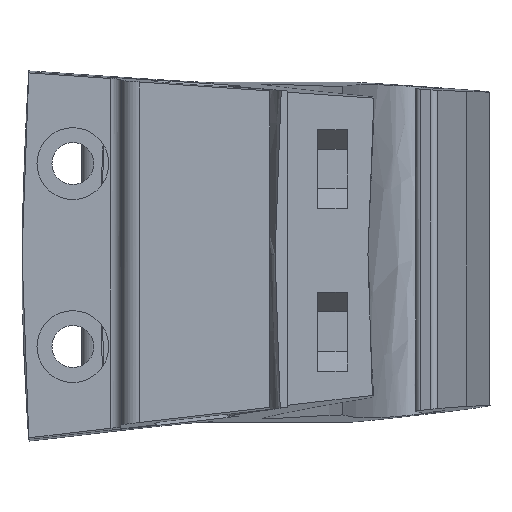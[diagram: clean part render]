
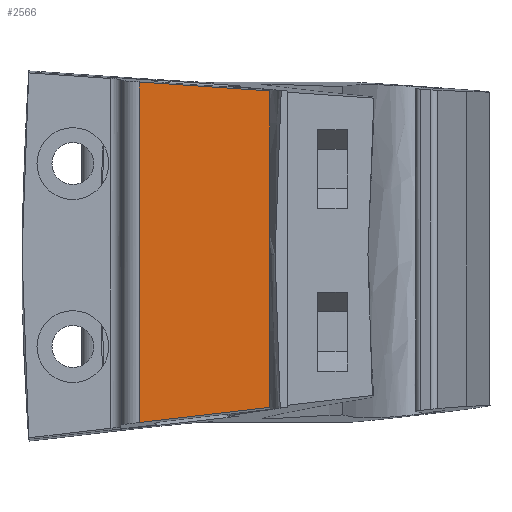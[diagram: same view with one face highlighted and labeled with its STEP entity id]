
A CAD part, front view. The second image highlights one B-rep face of the part: STEP entity #2566.
In plain terms, the highlighted planar face has unit normal (0, -1, 0).
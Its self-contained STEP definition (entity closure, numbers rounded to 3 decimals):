
#198=FACE_OUTER_BOUND('',#345,.T.);
#345=EDGE_LOOP('',(#1739,#1740,#1741,#1742));
#532=LINE('',#3448,#721);
#540=LINE('',#3688,#729);
#541=LINE('',#3695,#730);
#542=LINE('',#3696,#731);
#721=VECTOR('',#2862,10.);
#729=VECTOR('',#2882,10.);
#730=VECTOR('',#2889,10.);
#731=VECTOR('',#2890,10.);
#1043=VERTEX_POINT('',#3445);
#1044=VERTEX_POINT('',#3447);
#1056=VERTEX_POINT('',#3686);
#1059=VERTEX_POINT('',#3694);
#1307=EDGE_CURVE('',#1043,#1044,#532,.T.);
#1326=EDGE_CURVE('',#1056,#1043,#540,.T.);
#1329=EDGE_CURVE('',#1059,#1056,#541,.T.);
#1330=EDGE_CURVE('',#1044,#1059,#542,.T.);
#1739=ORIENTED_EDGE('',*,*,#1329,.F.);
#1740=ORIENTED_EDGE('',*,*,#1330,.F.);
#1741=ORIENTED_EDGE('',*,*,#1307,.F.);
#1742=ORIENTED_EDGE('',*,*,#1326,.F.);
#2503=PLANE('',#2716);
#2566=ADVANCED_FACE('',(#198),#2503,.T.);
#2716=AXIS2_PLACEMENT_3D('',#3693,#2887,#2888);
#2862=DIRECTION('',(-0.993,0.,-0.115));
#2882=DIRECTION('',(0.,0.,-1.));
#2887=DIRECTION('center_axis',(0.,-1.,0.));
#2888=DIRECTION('ref_axis',(0.,0.,-1.));
#2889=DIRECTION('',(0.998,0.,-0.069));
#2890=DIRECTION('',(0.001,0.,1.));
#3445=CARTESIAN_POINT('',(311.36,-185.424,4.492));
#3447=CARTESIAN_POINT('',(289.56,-185.424,1.962));
#3448=CARTESIAN_POINT('',(293.017,-185.424,2.363));
#3686=CARTESIAN_POINT('',(311.36,-185.424,57.355));
#3688=CARTESIAN_POINT('',(311.36,-185.424,59.445));
#3693=CARTESIAN_POINT('Origin',(288.96,-185.424,30.213));
#3694=CARTESIAN_POINT('',(289.61,-185.424,58.852));
#3695=CARTESIAN_POINT('',(291.782,-185.424,58.703));
#3696=CARTESIAN_POINT('',(289.598,-185.424,44.827));
